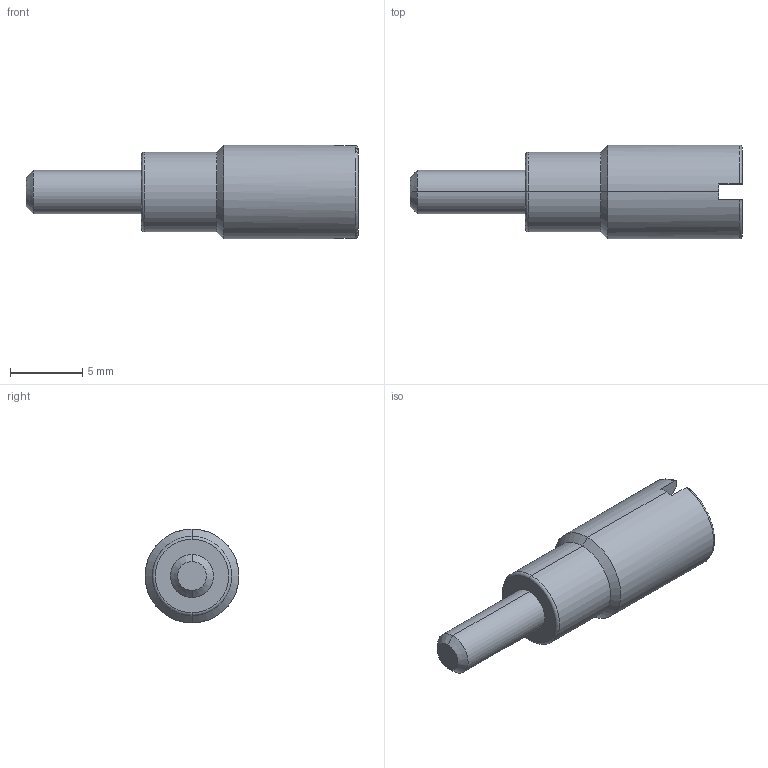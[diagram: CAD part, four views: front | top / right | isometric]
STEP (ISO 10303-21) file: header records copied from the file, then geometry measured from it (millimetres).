
FILE_DESCRIPTION (( 'STEP AP203' ), '1' );
FILE_NAME ('GHT-M3.STP', '2017-08-17T11:39:37', ( '微软用户' ), ( '微软中国' ), 'SwSTEP 2.0', 'SolidWorks 2012', '' );
FILE_SCHEMA (( 'CONFIG_CONTROL_DESIGN' ));
Length unit declared in the file: millimetre
Products named in the file (1): GHT-M3
Bounding box: 23 x 6.5 x 6.5 mm (x, y, z)
Volume: 370.7 mm3; surface area: 553.4 mm2
Topology: 1 solids, 1 shells, 34 faces, 84 edges, 51 vertices
Faces by surface type: cone 10, cylinder 10, plane 10, torus 4
Entity records: 1093 total; most frequent: CARTESIAN_POINT 212, DIRECTION 178, ORIENTED_EDGE 164, EDGE_CURVE 82, AXIS2_PLACEMENT_3D 73, VERTEX_POINT 51, CIRCLE 38, EDGE_LOOP 35
